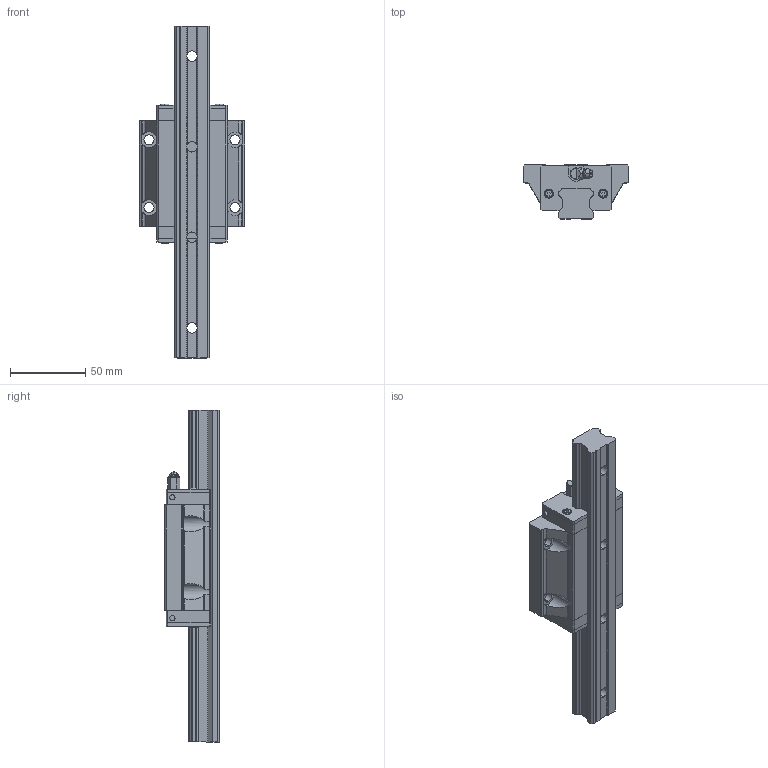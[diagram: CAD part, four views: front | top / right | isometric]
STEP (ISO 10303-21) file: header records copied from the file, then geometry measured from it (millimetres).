
FILE_DESCRIPTION (( 'STEP AP214' ), '1' );
FILE_NAME ('SBI 25 FL.STEP', '2017-10-12T01:42:52', ( 'Windows 餌辨濠' ), ( '' ), 'SwSTEP 2.0', 'SolidWorks 2013', '' );
FILE_SCHEMA (( 'AUTOMOTIVE_DESIGN' ));
Length unit declared in the file: millimetre
Products named in the file (6): A2N; DEFAULT_4; DEFAULT_3; DEFAULT_2; DEFAULT_1; SBI 25 FL
Assembly tree (7 placements, depth 2):
  SBI 25 FL
    DEFAULT_1
    DEFAULT_2
    DEFAULT_3  x2
    DEFAULT_4  x2
    A2N
Bounding box: 70 x 36 x 220 mm (x, y, z)
Volume: 209639.8 mm3; surface area: 55982.6 mm2
Topology: 7 solids, 7 shells, 479 faces, 1292 edges, 846 vertices
Faces by surface type: plane 300, cylinder 131, bspline 23, cone 17, torus 8
Entity records: 12891 total; most frequent: CARTESIAN_POINT 3426, ORIENTED_EDGE 1992, DIRECTION 1797, EDGE_CURVE 996, VECTOR 685, LINE 685, VERTEX_POINT 658, AXIS2_PLACEMENT_3D 556
